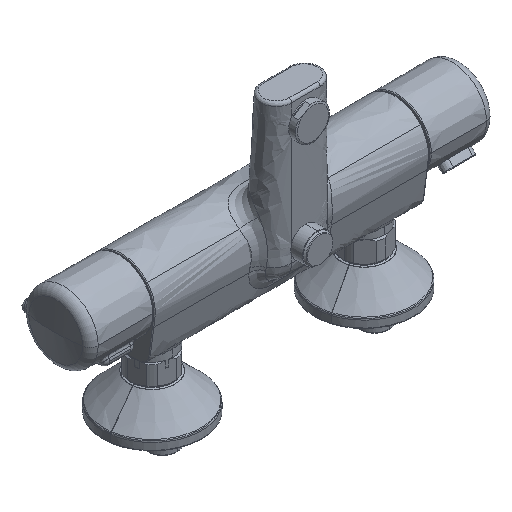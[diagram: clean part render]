
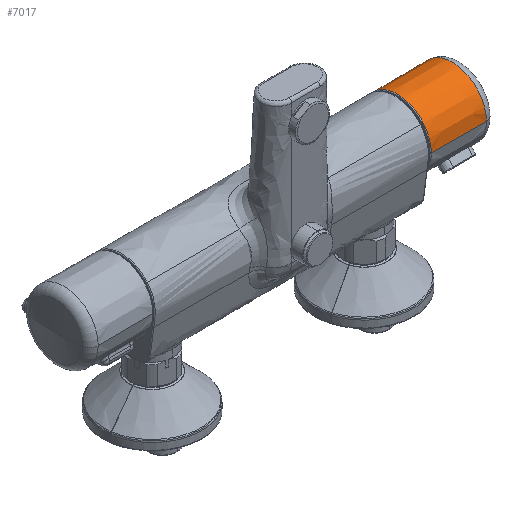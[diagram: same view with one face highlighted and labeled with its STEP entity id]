
A CAD part, isometric view. The second image highlights one B-rep face of the part: STEP entity #7017.
In plain terms, the highlighted conical face has half-angle 0.25 degrees and reference radius 24.194 mm.
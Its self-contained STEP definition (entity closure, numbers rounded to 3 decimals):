
#26 = ORIENTED_EDGE ( 'NONE', *, *, #15612, .T. ) ;
#284 = ORIENTED_EDGE ( 'NONE', *, *, #1329, .T. ) ;
#527 = AXIS2_PLACEMENT_3D ( 'NONE', #10575, #2174, #16351 ) ;
#563 = EDGE_CURVE ( 'NONE', #2962, #17233, #6796, .T. ) ;
#624 = LINE ( 'NONE', #18375, #1509 ) ;
#857 = CARTESIAN_POINT ( 'NONE',  ( 120.141, 23.604, 63.342 ) ) ;
#922 = CARTESIAN_POINT ( 'NONE',  ( 132.951, 23.428, 64.369 ) ) ;
#1116 = CARTESIAN_POINT ( 'NONE',  ( 98.721, -24.002, 58.5 ) ) ;
#1123 = FACE_OUTER_BOUND ( 'NONE', #13657, .T. ) ;
#1166 = CARTESIAN_POINT ( 'NONE',  ( 98.721, 0., 58.5 ) ) ;
#1329 = EDGE_CURVE ( 'NONE', #6828, #2962, #6424, .T. ) ;
#1509 = VECTOR ( 'NONE', #2861, 1000. ) ;
#1982 = CARTESIAN_POINT ( 'NONE',  ( 123.736, 23.383, 64.382 ) ) ;
#2113 = CARTESIAN_POINT ( 'NONE',  ( 118.119, 23.94, 61.184 ) ) ;
#2174 = DIRECTION ( 'NONE',  ( -1., 0., 0. ) ) ;
#2229 = CARTESIAN_POINT ( 'NONE',  ( 123.736, 23.383, 64.382 ) ) ;
#2360 = CARTESIAN_POINT ( 'NONE',  ( 123.333, 23.381, 64.383 ) ) ;
#2552 = ORIENTED_EDGE ( 'NONE', *, *, #14088, .T. ) ;
#2662 = DIRECTION ( 'NONE',  ( 1., 0., 0. ) ) ;
#2861 = DIRECTION ( 'NONE',  ( 1., 0.004, 0. ) ) ;
#2896 = AXIS2_PLACEMENT_3D ( 'NONE', #1166, #2662, #4015 ) ;
#2962 = VERTEX_POINT ( 'NONE', #1982 ) ;
#3645 = CARTESIAN_POINT ( 'NONE',  ( 119.5, 23.694, 62.866 ) ) ;
#4015 = DIRECTION ( 'NONE',  ( 0., -1., 0. ) ) ;
#4724 = VERTEX_POINT ( 'NONE', #7837 ) ;
#5208 = CARTESIAN_POINT ( 'NONE',  ( 122.15, 23.419, 64.208 ) ) ;
#5908 = VERTEX_POINT ( 'NONE', #1116 ) ;
#6154 = DIRECTION ( 'NONE',  ( 0., 1., 0. ) ) ;
#6424 = B_SPLINE_CURVE_WITH_KNOTS ( 'NONE', 3,
 ( #9268, #922, #10687, #13611 ),
 .UNSPECIFIED., .F., .F.,
 ( 4, 4 ),
 ( 0., 0.014 ),
 .UNSPECIFIED. ) ;
#6509 = CARTESIAN_POINT ( 'NONE',  ( 117.791, 24.008, 60.46 ) ) ;
#6633 = CARTESIAN_POINT ( 'NONE',  ( 117.452, 24.084, 58.9 ) ) ;
#6796 = B_SPLINE_CURVE_WITH_KNOTS ( 'NONE', 3,
 ( #2229, #2360, #7796, #5208, #10690, #12141, #7982, #857, #15092, #14966, #3645, #10628, #10749, #14903, #2113, #6509, #13551, #17709, #6633, #16526 ),
 .UNSPECIFIED., .F., .F.,
 ( 4, 2, 2, 2, 2, 2, 2, 2, 2, 4 ),
 ( 0., 0.001, 0.002, 0.004, 0.004, 0.005, 0.006, 0.007, 0.008, 0.01 ),
 .UNSPECIFIED. ) ;
#6828 = VERTEX_POINT ( 'NONE', #16922 ) ;
#6942 = AXIS2_PLACEMENT_3D ( 'NONE', #8743, #10163, #6154 ) ;
#7017 = ADVANCED_FACE ( 'NONE', ( #1123 ), #8205, .T. ) ;
#7796 = CARTESIAN_POINT ( 'NONE',  ( 122.935, 23.388, 64.348 ) ) ;
#7837 = CARTESIAN_POINT ( 'NONE',  ( 137.558, -24.172, 58.5 ) ) ;
#7982 = CARTESIAN_POINT ( 'NONE',  ( 120.653, 23.542, 63.651 ) ) ;
#8205 = CONICAL_SURFACE ( 'NONE', #6942, 24.194, 0.004 ) ;
#8519 = CARTESIAN_POINT ( 'NONE',  ( 117.452, 24.084, 58.5 ) ) ;
#8743 = CARTESIAN_POINT ( 'NONE',  ( 142.652, 0., 58.5 ) ) ;
#8990 = CIRCLE ( 'NONE', #527, 24.172 ) ;
#9182 = CARTESIAN_POINT ( 'NONE',  ( 98.721, 24.002, 58.5 ) ) ;
#9268 = CARTESIAN_POINT ( 'NONE',  ( 137.558, 23.45, 64.362 ) ) ;
#9389 = ORIENTED_EDGE ( 'NONE', *, *, #13153, .F. ) ;
#10163 = DIRECTION ( 'NONE',  ( 1., 0., 0. ) ) ;
#10193 = VERTEX_POINT ( 'NONE', #9182 ) ;
#10575 = CARTESIAN_POINT ( 'NONE',  ( 137.558, 0., 58.5 ) ) ;
#10628 = CARTESIAN_POINT ( 'NONE',  ( 119.06, 23.764, 62.467 ) ) ;
#10687 = CARTESIAN_POINT ( 'NONE',  ( 128.344, 23.405, 64.376 ) ) ;
#10690 = CARTESIAN_POINT ( 'NONE',  ( 121.759, 23.443, 64.102 ) ) ;
#10749 = CARTESIAN_POINT ( 'NONE',  ( 118.793, 23.81, 62.172 ) ) ;
#12110 = LINE ( 'NONE', #14181, #16761 ) ;
#12127 = ORIENTED_EDGE ( 'NONE', *, *, #17869, .T. ) ;
#12141 = CARTESIAN_POINT ( 'NONE',  ( 121.011, 23.505, 63.823 ) ) ;
#12761 = DIRECTION ( 'NONE',  ( 1., -0.004, 0. ) ) ;
#13153 = EDGE_CURVE ( 'NONE', #10193, #17233, #624, .T. ) ;
#13551 = CARTESIAN_POINT ( 'NONE',  ( 117.663, 24.036, 60.075 ) ) ;
#13611 = CARTESIAN_POINT ( 'NONE',  ( 123.736, 23.383, 64.382 ) ) ;
#13657 = EDGE_LOOP ( 'NONE', ( #2552, #12127, #26, #284, #14625, #9389 ) ) ;
#14088 = EDGE_CURVE ( 'NONE', #10193, #5908, #17465, .T. ) ;
#14181 = CARTESIAN_POINT ( 'NONE',  ( 142.652, -24.194, 58.5 ) ) ;
#14625 = ORIENTED_EDGE ( 'NONE', *, *, #563, .T. ) ;
#14903 = CARTESIAN_POINT ( 'NONE',  ( 118.319, 23.899, 61.526 ) ) ;
#14966 = CARTESIAN_POINT ( 'NONE',  ( 119.654, 23.671, 62.992 ) ) ;
#15092 = CARTESIAN_POINT ( 'NONE',  ( 119.974, 23.626, 63.23 ) ) ;
#15612 = EDGE_CURVE ( 'NONE', #4724, #6828, #8990, .T. ) ;
#16351 = DIRECTION ( 'NONE',  ( 0., -1., 0. ) ) ;
#16526 = CARTESIAN_POINT ( 'NONE',  ( 117.452, 24.084, 58.5 ) ) ;
#16761 = VECTOR ( 'NONE', #12761, 1000. ) ;
#16922 = CARTESIAN_POINT ( 'NONE',  ( 137.558, 23.45, 64.362 ) ) ;
#17233 = VERTEX_POINT ( 'NONE', #8519 ) ;
#17465 = CIRCLE ( 'NONE', #2896, 24.002 ) ;
#17709 = CARTESIAN_POINT ( 'NONE',  ( 117.495, 24.074, 59.295 ) ) ;
#17869 = EDGE_CURVE ( 'NONE', #5908, #4724, #12110, .T. ) ;
#18375 = CARTESIAN_POINT ( 'NONE',  ( 142.652, 24.194, 58.5 ) ) ;
